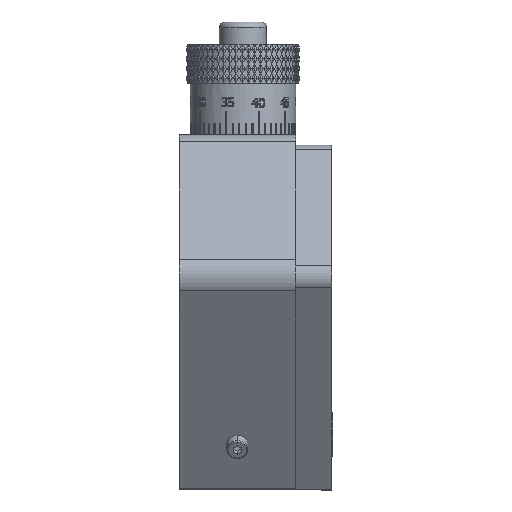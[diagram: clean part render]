
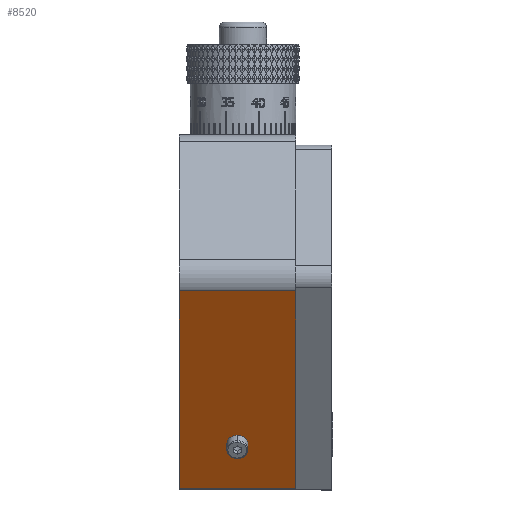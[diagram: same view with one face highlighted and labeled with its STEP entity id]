
A CAD part, left-side view. The second image highlights one B-rep face of the part: STEP entity #8520.
In plain terms, the highlighted planar face has unit normal (-0.829, 0, -0.559).
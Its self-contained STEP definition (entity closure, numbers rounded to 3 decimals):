
#494=FACE_BOUND('',#15570,.T.);
#8520=ADVANCED_FACE('',(#11874,#494),#58930,.T.);
#11874=FACE_OUTER_BOUND('',#15569,.T.);
#15569=EDGE_LOOP('',(#30208,#30209,#30210,#30211));
#15570=EDGE_LOOP('',(#30212,#30213));
#30208=ORIENTED_EDGE('',*,*,#40473,.F.);
#30209=ORIENTED_EDGE('',*,*,#40548,.F.);
#30210=ORIENTED_EDGE('',*,*,#40550,.F.);
#30211=ORIENTED_EDGE('',*,*,#40549,.T.);
#30212=ORIENTED_EDGE('',*,*,#40442,.T.);
#30213=ORIENTED_EDGE('',*,*,#40441,.T.);
#40441=EDGE_CURVE('',#55366,#55367,#44613,.T.);
#40442=EDGE_CURVE('',#55367,#55366,#44614,.T.);
#40473=EDGE_CURVE('',#55424,#55401,#49820,.T.);
#40548=EDGE_CURVE('',#55447,#55424,#49861,.T.);
#40549=EDGE_CURVE('',#55402,#55401,#49862,.T.);
#40550=EDGE_CURVE('',#55402,#55447,#49863,.T.);
#44613=(
BOUNDED_CURVE()
B_SPLINE_CURVE(2,(#105647,#105648,#105649,#105650,#105651),
 .UNSPECIFIED.,.F.,.F.)
B_SPLINE_CURVE_WITH_KNOTS((3,2,3),(-3.77,-1.885,
0.),.UNSPECIFIED.)
CURVE()
GEOMETRIC_REPRESENTATION_ITEM()
RATIONAL_B_SPLINE_CURVE((1.,0.707,1.,0.707,1.))
REPRESENTATION_ITEM('')
);
#44614=(
BOUNDED_CURVE()
B_SPLINE_CURVE(2,(#105652,#105653,#105654,#105655,#105656),
 .UNSPECIFIED.,.F.,.F.)
B_SPLINE_CURVE_WITH_KNOTS((3,2,3),(-3.77,-1.885,
0.),.UNSPECIFIED.)
CURVE()
GEOMETRIC_REPRESENTATION_ITEM()
RATIONAL_B_SPLINE_CURVE((1.,0.707,1.,0.707,1.))
REPRESENTATION_ITEM('')
);
#49820=B_SPLINE_CURVE_WITH_KNOTS('',1,(#105742,#105743),.UNSPECIFIED.,.F.,
 .F.,(2,2),(0.,21.),.UNSPECIFIED.);
#49861=B_SPLINE_CURVE_WITH_KNOTS('',1,(#105934,#105935),.UNSPECIFIED.,.F.,
 .F.,(2,2),(-42.785,0.),.UNSPECIFIED.);
#49862=B_SPLINE_CURVE_WITH_KNOTS('',1,(#105936,#105937),.UNSPECIFIED.,.F.,
 .F.,(2,2),(0.,42.785),.UNSPECIFIED.);
#49863=B_SPLINE_CURVE_WITH_KNOTS('',1,(#105938,#105939),.UNSPECIFIED.,.F.,
 .F.,(2,2),(0.,21.),.UNSPECIFIED.);
#55366=VERTEX_POINT('',#105511);
#55367=VERTEX_POINT('',#105512);
#55401=VERTEX_POINT('',#105546);
#55402=VERTEX_POINT('',#105547);
#55424=VERTEX_POINT('',#105569);
#55447=VERTEX_POINT('',#105592);
#58930=PLANE('',#62314);
#62314=AXIS2_PLACEMENT_3D('',#105475,#65190,$);
#65190=DIRECTION('',(-0.829,0.,-0.559));
#105475=CARTESIAN_POINT('',(-48.181,16.07,39.487));
#105511=CARTESIAN_POINT('',(-27.131,2.15,8.279));
#105512=CARTESIAN_POINT('',(-27.131,4.55,8.279));
#105546=CARTESIAN_POINT('',(-21.771,13.85,0.332));
#105547=CARTESIAN_POINT('',(-45.696,13.85,35.802));
#105569=CARTESIAN_POINT('',(-21.771,-7.15,0.332));
#105592=CARTESIAN_POINT('',(-45.696,-7.15,35.802));
#105647=CARTESIAN_POINT('',(-27.131,2.15,8.279));
#105648=CARTESIAN_POINT('',(-26.46,2.15,7.284));
#105649=CARTESIAN_POINT('',(-26.46,3.35,7.284));
#105650=CARTESIAN_POINT('',(-26.46,4.55,7.284));
#105651=CARTESIAN_POINT('',(-27.131,4.55,8.279));
#105652=CARTESIAN_POINT('',(-27.131,4.55,8.279));
#105653=CARTESIAN_POINT('',(-27.802,4.55,9.274));
#105654=CARTESIAN_POINT('',(-27.802,3.35,9.274));
#105655=CARTESIAN_POINT('',(-27.802,2.15,9.274));
#105656=CARTESIAN_POINT('',(-27.131,2.15,8.279));
#105742=CARTESIAN_POINT('',(-21.771,-7.15,0.332));
#105743=CARTESIAN_POINT('',(-21.771,13.85,0.332));
#105934=CARTESIAN_POINT('',(-45.696,-7.15,35.802));
#105935=CARTESIAN_POINT('',(-21.771,-7.15,0.332));
#105936=CARTESIAN_POINT('',(-45.696,13.85,35.802));
#105937=CARTESIAN_POINT('',(-21.771,13.85,0.332));
#105938=CARTESIAN_POINT('',(-45.696,13.85,35.802));
#105939=CARTESIAN_POINT('',(-45.696,-7.15,35.802));
